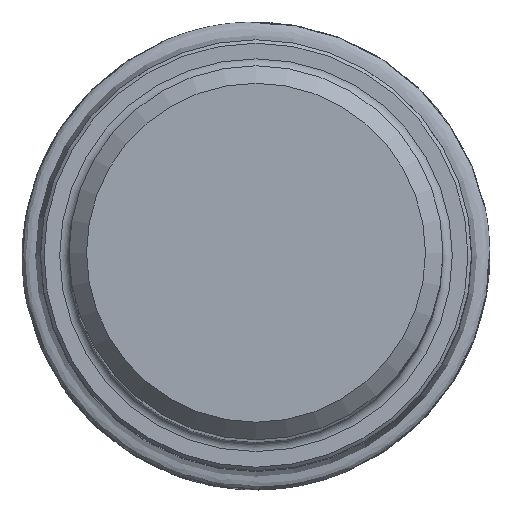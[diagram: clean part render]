
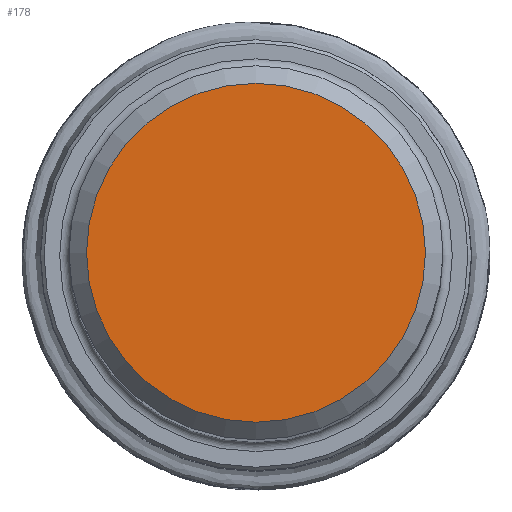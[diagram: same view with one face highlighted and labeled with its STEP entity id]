
A CAD part, top view. The second image highlights one B-rep face of the part: STEP entity #178.
In plain terms, the highlighted planar face has unit normal (0, 0, 1).
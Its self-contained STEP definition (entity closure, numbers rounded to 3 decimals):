
#178=ADVANCED_FACE('CU_SU3',(#186),#184,.F.);
#184=PLANE('',#462);
#186=FACE_OUTER_BOUND('',#226,.T.);
#226=EDGE_LOOP('',(#268));
#268=ORIENTED_EDGE('',*,*,#313,.F.);
#291=VERTEX_POINT('',#651);
#313=EDGE_CURVE('',#291,#291,#334,.T.);
#334=CIRCLE('',#461,14.5);
#461=AXIS2_PLACEMENT_3D('',#650,#562,#563);
#462=AXIS2_PLACEMENT_3D('',#652,#564,#565);
#562=DIRECTION('',(0.,0.,-1.));
#563=DIRECTION('',(-1.,0.,0.));
#564=DIRECTION('',(0.,0.,-1.));
#565=DIRECTION('',(-1.,0.,0.));
#650=CARTESIAN_POINT('',(0.,0.,0.));
#651=CARTESIAN_POINT('',(-14.5,0.,0.));
#652=CARTESIAN_POINT('',(0.,0.,0.));
